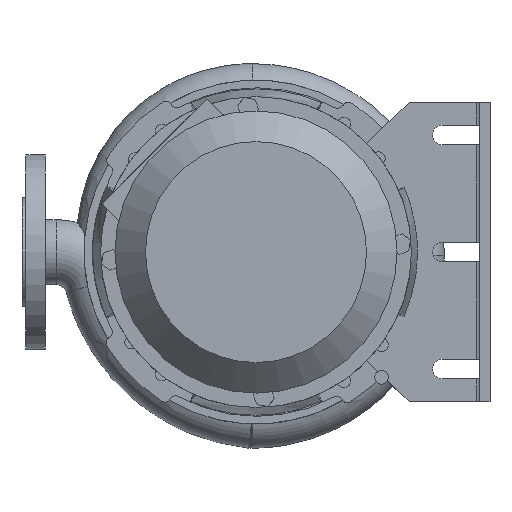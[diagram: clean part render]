
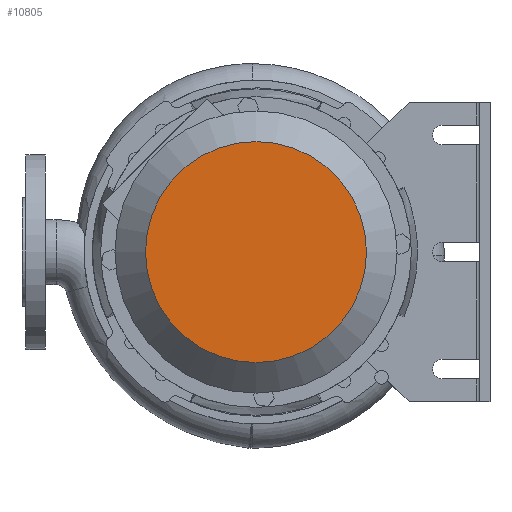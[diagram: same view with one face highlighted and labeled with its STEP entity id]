
A CAD part, left-side view. The second image highlights one B-rep face of the part: STEP entity #10805.
In plain terms, the highlighted planar face has unit normal (-1, 0, 0).
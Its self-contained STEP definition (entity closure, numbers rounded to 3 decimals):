
#812=PLANE('',#11604);
#1370=FACE_OUTER_BOUND('',#2007,.T.);
#2007=EDGE_LOOP('',(#9641));
#4294=CIRCLE('',#11605,85.);
#5356=VERTEX_POINT('',#19915);
#6919=EDGE_CURVE('',#5356,#5356,#4294,.T.);
#9641=ORIENTED_EDGE('',*,*,#6919,.F.);
#10805=ADVANCED_FACE('',(#1370),#812,.T.);
#11604=AXIS2_PLACEMENT_3D('',#19914,#14156,#14157);
#11605=AXIS2_PLACEMENT_3D('',#19916,#14158,#14159);
#14156=DIRECTION('center_axis',(-1.,0.,0.));
#14157=DIRECTION('ref_axis',(0.,0.,1.));
#14158=DIRECTION('center_axis',(1.,0.,0.));
#14159=DIRECTION('ref_axis',(0.,0.,-1.));
#19914=CARTESIAN_POINT('Origin',(-512.,265.,0.));
#19915=CARTESIAN_POINT('',(-512.,265.,0.));
#19916=CARTESIAN_POINT('Origin',(-512.,180.,0.));
